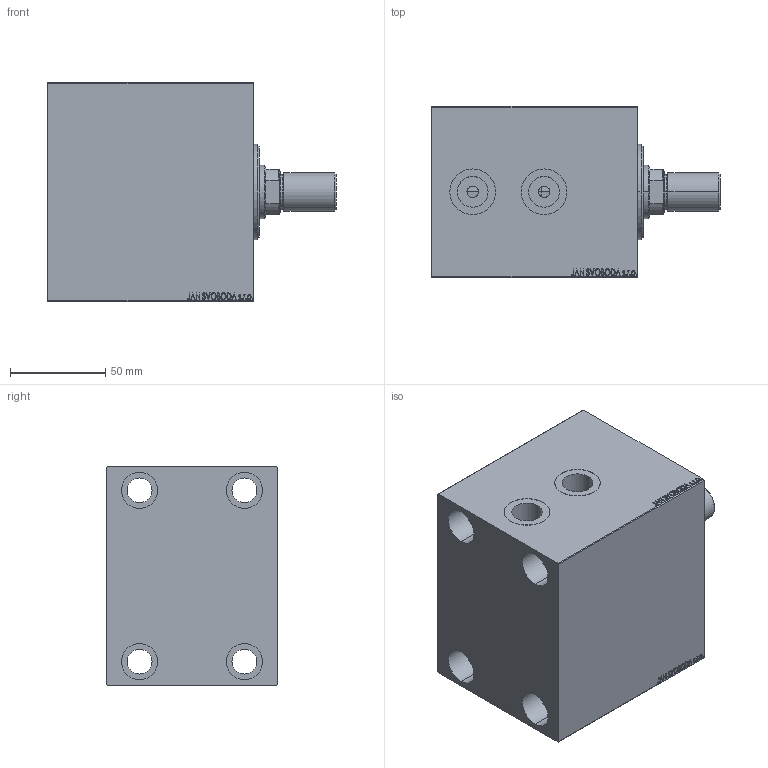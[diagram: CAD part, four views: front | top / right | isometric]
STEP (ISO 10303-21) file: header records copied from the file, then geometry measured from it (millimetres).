
FILE_DESCRIPTION (( 'STEP AP203' ), '1' );
FILE_NAME ('4a04.STEP', '2022-04-17T16:06:54', ( '' ), ( '' ), 'SwSTEP 2.0', 'SolidWorks 2019', '' );
FILE_SCHEMA (( 'CONFIG_CONTROL_DESIGN' ));
Length unit declared in the file: millimetre
Products named in the file (5): V450CP_B_VCP 59c0411849fe2f6b83a6d2b0b3f9c6f7; 4a04; V450CP_VC_B 59c0411849fe2f6b83a6d2b0b3f9c6f7; V450CP_C 59c0411849fe2f6b83a6d2b0b3f9c6f7; V450CM_MALE_METRIC 59c0411849fe2f6b83a6d2b0b3f9c6f7
Assembly tree (4 placements, depth 2):
  4a04
    V450CP_C 59c0411849fe2f6b83a6d2b0b3f9c6f7
    V450CM_MALE_METRIC 59c0411849fe2f6b83a6d2b0b3f9c6f7
    V450CP_B_VCP 59c0411849fe2f6b83a6d2b0b3f9c6f7
    V450CP_VC_B 59c0411849fe2f6b83a6d2b0b3f9c6f7
Bounding box: 151.5 x 90 x 115 mm (x, y, z)
Volume: 1025560.8 mm3; surface area: 149315.4 mm2
Topology: 4 solids, 4 shells, 902 faces, 2291 edges, 1515 vertices
Faces by surface type: plane 418, bspline 380, cylinder 80, cone 22, torus 2
Entity records: 45198 total; most frequent: CARTESIAN_POINT 25337, ORIENTED_EDGE 4578, DIRECTION 2755, EDGE_CURVE 2289, VERTEX_POINT 1515, LINE 1333, VECTOR 1333, EDGE_LOOP 1036
